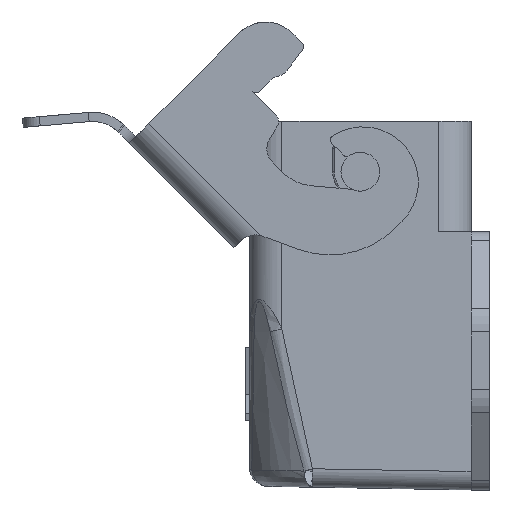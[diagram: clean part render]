
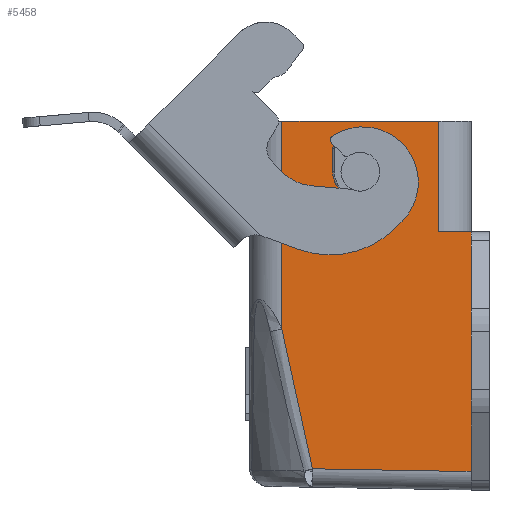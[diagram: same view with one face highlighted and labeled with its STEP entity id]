
A CAD part, left-side view. The second image highlights one B-rep face of the part: STEP entity #5458.
In plain terms, the highlighted planar face has unit normal (-1, 0, 0).
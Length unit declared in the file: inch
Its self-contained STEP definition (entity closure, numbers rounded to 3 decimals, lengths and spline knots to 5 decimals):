
#144 = ORIENTED_EDGE ( 'NONE', *, *, #1232, .T. ) ;
#194 = DIRECTION ( 'NONE',  ( 0., -1., 0. ) ) ;
#310 = ORIENTED_EDGE ( 'NONE', *, *, #6248, .T. ) ;
#392 = CARTESIAN_POINT ( 'NONE',  ( -0.47244, 0.29257, -0.86761 ) ) ;
#431 = CARTESIAN_POINT ( 'NONE',  ( -0.47244, 0.30616, -0.79986 ) ) ;
#503 = CARTESIAN_POINT ( 'NONE',  ( -0.47244, -0.33465, 0.23622 ) ) ;
#505 = CARTESIAN_POINT ( 'NONE',  ( -0.47244, 0.30595, -0.80089 ) ) ;
#556 = B_SPLINE_CURVE_WITH_KNOTS ( 'NONE', 3,
 ( #4582, #5758, #4623, #3344, #6330, #2912, #7612, #431, #505, #2257, #1010, #5135, #392, #2803, #6444, #2773, #2179, #2881, #4070, #1120, #2327, #2293, #3455, #7495 ),
 .UNSPECIFIED., .F., .F.,
 ( 4, 1, 1, 1, 1, 1, 1, 2, 2, 1, 1, 1, 1, 1, 1, 2, 2, 4 ),
 ( 0., 0.125, 0.1875, 0.21875, 0.23438, 0.24219, 0.24609, 0.24805, 0.25, 0.375, 0.4375, 0.46875, 0.48438, 0.49219, 0.49609, 0.49805, 0.5, 1. ),
 .UNSPECIFIED. ) ;
#574 = CARTESIAN_POINT ( 'NONE',  ( -0.47244, -0.09843, 0.11811 ) ) ;
#661 = VERTEX_POINT ( 'NONE', #2891 ) ;
#701 = DIRECTION ( 'NONE',  ( 0., 0., 1. ) ) ;
#725 = DIRECTION ( 'NONE',  ( 0., 0., 1. ) ) ;
#812 = CARTESIAN_POINT ( 'NONE',  ( -0.47244, -0.47244, 0.1378 ) ) ;
#817 = FACE_OUTER_BOUND ( 'NONE', #1128, .T. ) ;
#821 = CIRCLE ( 'NONE', #1810, 0.01969 ) ;
#847 = DIRECTION ( 'NONE',  ( 0., 0., 1. ) ) ;
#951 = CARTESIAN_POINT ( 'NONE',  ( -0.47244, -0.11811, 0.23622 ) ) ;
#994 = EDGE_CURVE ( 'NONE', #7397, #2575, #556, .T. ) ;
#1005 = ORIENTED_EDGE ( 'NONE', *, *, #5412, .T. ) ;
#1010 = CARTESIAN_POINT ( 'NONE',  ( -0.47244, 0.30576, -0.80184 ) ) ;
#1037 = EDGE_CURVE ( 'NONE', #5466, #661, #2061, .T. ) ;
#1075 = VECTOR ( 'NONE', #7229, 39.37008 ) ;
#1081 = DIRECTION ( 'NONE',  ( 0., 0., 1. ) ) ;
#1120 = CARTESIAN_POINT ( 'NONE',  ( -0.47244, 0.2751, -0.95083 ) ) ;
#1128 = EDGE_LOOP ( 'NONE', ( #4550, #4120, #1999, #2708, #2937, #310, #1261 ) ) ;
#1198 = EDGE_LOOP ( 'NONE', ( #144, #6319, #4447, #6750, #1005, #1835 ) ) ;
#1232 = EDGE_CURVE ( 'NONE', #2920, #5128, #2094, .T. ) ;
#1261 = ORIENTED_EDGE ( 'NONE', *, *, #2189, .T. ) ;
#1401 = FACE_BOUND ( 'NONE', #1198, .T. ) ;
#1513 = LINE ( 'NONE', #2770, #4873 ) ;
#1515 = AXIS2_PLACEMENT_3D ( 'NONE', #6836, #5057, #5637 ) ;
#1521 = EDGE_CURVE ( 'NONE', #5128, #5382, #821, .T. ) ;
#1565 = LINE ( 'NONE', #4888, #1683 ) ;
#1656 = EDGE_CURVE ( 'NONE', #2849, #4378, #1565, .T. ) ;
#1683 = VECTOR ( 'NONE', #2115, 39.37008 ) ;
#1761 = VECTOR ( 'NONE', #2879, 39.37008 ) ;
#1810 = AXIS2_PLACEMENT_3D ( 'NONE', #574, #7214, #725 ) ;
#1812 = CARTESIAN_POINT ( 'NONE',  ( -0.47244, 0.2044, -1.24802 ) ) ;
#1835 = ORIENTED_EDGE ( 'NONE', *, *, #6257, .T. ) ;
#1920 = EDGE_CURVE ( 'NONE', #2575, #2849, #4790, .T. ) ;
#1999 = ORIENTED_EDGE ( 'NONE', *, *, #1656, .T. ) ;
#2061 = CIRCLE ( 'NONE', #3049, 0.11811 ) ;
#2094 = LINE ( 'NONE', #812, #5418 ) ;
#2115 = DIRECTION ( 'NONE',  ( 0., 0., 1. ) ) ;
#2179 = CARTESIAN_POINT ( 'NONE',  ( -0.47244, 0.27603, -0.94649 ) ) ;
#2189 = EDGE_CURVE ( 'NONE', #7269, #7397, #5403, .T. ) ;
#2257 = CARTESIAN_POINT ( 'NONE',  ( -0.47244, 0.30582, -0.80157 ) ) ;
#2272 = VERTEX_POINT ( 'NONE', #3725 ) ;
#2293 = CARTESIAN_POINT ( 'NONE',  ( -0.47244, 0.25182, -1.05951 ) ) ;
#2327 = CARTESIAN_POINT ( 'NONE',  ( -0.47244, 0.27504, -0.95113 ) ) ;
#2364 = VECTOR ( 'NONE', #701, 39.37008 ) ;
#2575 = VERTEX_POINT ( 'NONE', #1812 ) ;
#2640 = LINE ( 'NONE', #5696, #3335 ) ;
#2708 = ORIENTED_EDGE ( 'NONE', *, *, #2765, .T. ) ;
#2765 = EDGE_CURVE ( 'NONE', #4378, #3621, #2640, .T. ) ;
#2770 = CARTESIAN_POINT ( 'NONE',  ( -0.47244, -0.47244, 0.23622 ) ) ;
#2773 = CARTESIAN_POINT ( 'NONE',  ( -0.47244, 0.27712, -0.9414 ) ) ;
#2803 = CARTESIAN_POINT ( 'NONE',  ( -0.47244, 0.28368, -0.91037 ) ) ;
#2849 = VERTEX_POINT ( 'NONE', #5233 ) ;
#2850 = EDGE_CURVE ( 'NONE', #5382, #5466, #6352, .T. ) ;
#2866 = DIRECTION ( 'NONE',  ( 0., 1., 0. ) ) ;
#2879 = DIRECTION ( 'NONE',  ( 0., 0., 1. ) ) ;
#2881 = CARTESIAN_POINT ( 'NONE',  ( -0.47244, 0.27549, -0.94903 ) ) ;
#2891 = CARTESIAN_POINT ( 'NONE',  ( -0.47244, 0.11811, 0.01969 ) ) ;
#2912 = CARTESIAN_POINT ( 'NONE',  ( -0.47244, 0.30759, -0.79261 ) ) ;
#2920 = VERTEX_POINT ( 'NONE', #3904 ) ;
#2937 = ORIENTED_EDGE ( 'NONE', *, *, #6501, .T. ) ;
#3049 = AXIS2_PLACEMENT_3D ( 'NONE', #6409, #3955, #1081 ) ;
#3127 = AXIS2_PLACEMENT_3D ( 'NONE', #3190, #4465, #847 ) ;
#3190 = CARTESIAN_POINT ( 'NONE',  ( -0.47244, -0.47244, 0.23622 ) ) ;
#3199 = CARTESIAN_POINT ( 'NONE',  ( -0.47244, -0.09843, 0.1378 ) ) ;
#3335 = VECTOR ( 'NONE', #2866, 39.37008 ) ;
#3344 = CARTESIAN_POINT ( 'NONE',  ( -0.47244, 0.31349, -0.76265 ) ) ;
#3455 = CARTESIAN_POINT ( 'NONE',  ( -0.47244, 0.2283, -1.15833 ) ) ;
#3621 = VERTEX_POINT ( 'NONE', #4206 ) ;
#3649 = LINE ( 'NONE', #6017, #2364 ) ;
#3706 = VECTOR ( 'NONE', #5775, 39.37008 ) ;
#3725 = CARTESIAN_POINT ( 'NONE',  ( -0.47244, 0.11811, 0.11811 ) ) ;
#3882 = DIRECTION ( 'NONE',  ( 0., 1., 0. ) ) ;
#3904 = CARTESIAN_POINT ( 'NONE',  ( -0.47244, 0.09843, 0.1378 ) ) ;
#3955 = DIRECTION ( 'NONE',  ( 1., 0., 0. ) ) ;
#4047 = VECTOR ( 'NONE', #7273, 39.37008 ) ;
#4070 = CARTESIAN_POINT ( 'NONE',  ( -0.47244, 0.27526, -0.95011 ) ) ;
#4120 = ORIENTED_EDGE ( 'NONE', *, *, #1920, .T. ) ;
#4206 = CARTESIAN_POINT ( 'NONE',  ( -0.47244, -0.33465, -0.23622 ) ) ;
#4378 = VERTEX_POINT ( 'NONE', #6129 ) ;
#4447 = ORIENTED_EDGE ( 'NONE', *, *, #2850, .T. ) ;
#4465 = DIRECTION ( 'NONE',  ( -1., 0., 0. ) ) ;
#4550 = ORIENTED_EDGE ( 'NONE', *, *, #994, .T. ) ;
#4582 = CARTESIAN_POINT ( 'NONE',  ( -0.47244, 0.33465, -0.65259 ) ) ;
#4623 = CARTESIAN_POINT ( 'NONE',  ( -0.47244, 0.32173, -0.72034 ) ) ;
#4687 = VERTEX_POINT ( 'NONE', #6622 ) ;
#4790 = LINE ( 'NONE', #7159, #4047 ) ;
#4873 = VECTOR ( 'NONE', #3882, 39.37008 ) ;
#4888 = CARTESIAN_POINT ( 'NONE',  ( -0.47244, -0.47244, 0.23622 ) ) ;
#5057 = DIRECTION ( 'NONE',  ( 1., 0., 0. ) ) ;
#5128 = VERTEX_POINT ( 'NONE', #3199 ) ;
#5135 = CARTESIAN_POINT ( 'NONE',  ( -0.47244, 0.30038, -0.82893 ) ) ;
#5233 = CARTESIAN_POINT ( 'NONE',  ( -0.47244, -0.47244, -1.25983 ) ) ;
#5382 = VERTEX_POINT ( 'NONE', #6607 ) ;
#5403 = LINE ( 'NONE', #6564, #1075 ) ;
#5412 = EDGE_CURVE ( 'NONE', #661, #2272, #3649, .T. ) ;
#5418 = VECTOR ( 'NONE', #194, 39.37008 ) ;
#5458 = ADVANCED_FACE ( 'NONE', ( #1401, #817 ), #7416, .T. ) ;
#5466 = VERTEX_POINT ( 'NONE', #5711 ) ;
#5552 = CARTESIAN_POINT ( 'NONE',  ( -0.47244, 0.33465, -0.65259 ) ) ;
#5637 = DIRECTION ( 'NONE',  ( 0., 0., -1. ) ) ;
#5696 = CARTESIAN_POINT ( 'NONE',  ( -0.47244, -0.47244, -0.23622 ) ) ;
#5711 = CARTESIAN_POINT ( 'NONE',  ( -0.47244, -0.11811, 0.01969 ) ) ;
#5758 = CARTESIAN_POINT ( 'NONE',  ( -0.47244, 0.32933, -0.68062 ) ) ;
#5775 = DIRECTION ( 'NONE',  ( 0., 0., -1. ) ) ;
#5822 = LINE ( 'NONE', #503, #1761 ) ;
#6017 = CARTESIAN_POINT ( 'NONE',  ( -0.47244, 0.11811, 0.23622 ) ) ;
#6129 = CARTESIAN_POINT ( 'NONE',  ( -0.47244, -0.47244, -0.23622 ) ) ;
#6248 = EDGE_CURVE ( 'NONE', #4687, #7269, #1513, .T. ) ;
#6257 = EDGE_CURVE ( 'NONE', #2272, #2920, #6969, .T. ) ;
#6319 = ORIENTED_EDGE ( 'NONE', *, *, #1521, .T. ) ;
#6330 = CARTESIAN_POINT ( 'NONE',  ( -0.47244, 0.30953, -0.78279 ) ) ;
#6352 = LINE ( 'NONE', #951, #3706 ) ;
#6409 = CARTESIAN_POINT ( 'NONE',  ( -0.47244, 0., 0.01969 ) ) ;
#6444 = CARTESIAN_POINT ( 'NONE',  ( -0.47244, 0.2793, -0.93116 ) ) ;
#6501 = EDGE_CURVE ( 'NONE', #3621, #4687, #5822, .T. ) ;
#6564 = CARTESIAN_POINT ( 'NONE',  ( -0.47244, 0.33465, 0.23622 ) ) ;
#6607 = CARTESIAN_POINT ( 'NONE',  ( -0.47244, -0.11811, 0.11811 ) ) ;
#6622 = CARTESIAN_POINT ( 'NONE',  ( -0.47244, -0.33465, 0.23622 ) ) ;
#6750 = ORIENTED_EDGE ( 'NONE', *, *, #1037, .T. ) ;
#6836 = CARTESIAN_POINT ( 'NONE',  ( -0.47244, 0.09843, 0.11811 ) ) ;
#6969 = CIRCLE ( 'NONE', #1515, 0.01969 ) ;
#7159 = CARTESIAN_POINT ( 'NONE',  ( -0.47244, 0.2044, -1.24802 ) ) ;
#7214 = DIRECTION ( 'NONE',  ( 1., 0., 0. ) ) ;
#7229 = DIRECTION ( 'NONE',  ( 0., 0., -1. ) ) ;
#7269 = VERTEX_POINT ( 'NONE', #7644 ) ;
#7273 = DIRECTION ( 'NONE',  ( 0., -1., -0.017 ) ) ;
#7397 = VERTEX_POINT ( 'NONE', #5552 ) ;
#7416 = PLANE ( 'NONE',  #3127 ) ;
#7495 = CARTESIAN_POINT ( 'NONE',  ( -0.47244, 0.2044, -1.24802 ) ) ;
#7612 = CARTESIAN_POINT ( 'NONE',  ( -0.47244, 0.30663, -0.79745 ) ) ;
#7644 = CARTESIAN_POINT ( 'NONE',  ( -0.47244, 0.33465, 0.23622 ) ) ;
